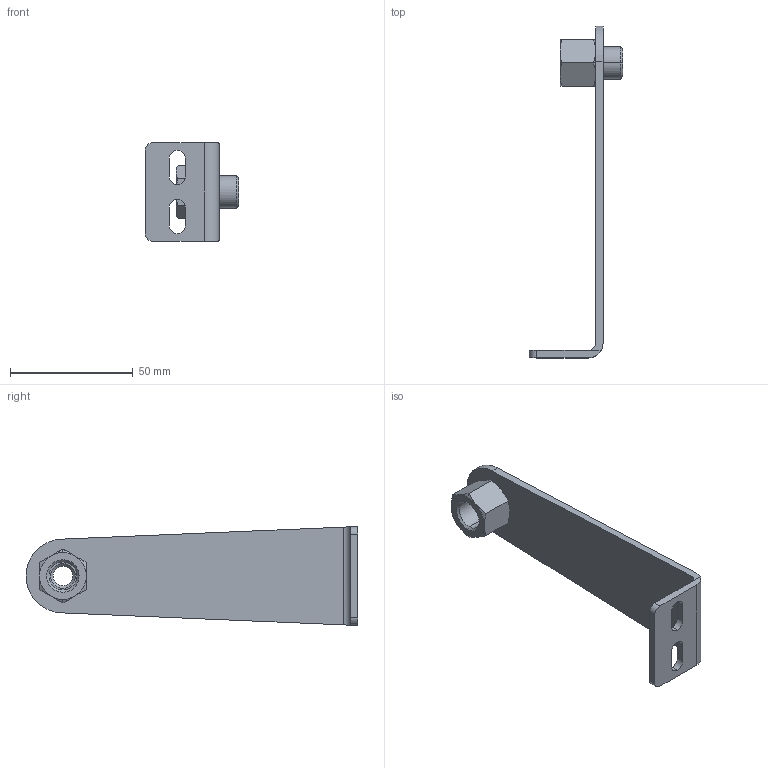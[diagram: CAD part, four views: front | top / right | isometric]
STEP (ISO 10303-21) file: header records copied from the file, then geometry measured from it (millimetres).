
FILE_DESCRIPTION(('HOOPS Exchange Step'),'2;1');
FILE_NAME('export-141DFB01-575E-4C0C-B08E-D27D2DD7E393.stp','2021-10-28T15:52:02+02:00',('User'),('Alibre'),'HOOPS Exchange 2020.1','Alibre','Unknown authorisation');
FILE_SCHEMA( ('AP242_MANAGED_MODEL_BASED_3D_ENGINEERING_MIM_LF {1 0 10303 442 1 1 4 }') );
Length unit declared in the file: millimetre
Products named in the file (1): 5756 0221000190  Pneumatic Manifold 1-8'' Bracket set H=120
Bounding box: 38 x 135 x 40 mm (x, y, z)
Volume: 19733.6 mm3; surface area: 14106.1 mm2
Topology: 1 solids, 1 shells, 61 faces, 147 edges, 91 vertices
Faces by surface type: plane 22, cone 21, cylinder 18
Full cylindrical faces by diameter (mm): 8 x1
Entity records: 1929 total; most frequent: CARTESIAN_POINT 451, DIRECTION 309, ORIENTED_EDGE 296, EDGE_CURVE 148, AXIS2_PLACEMENT_3D 123, VERTEX_POINT 92, EDGE_LOOP 70, FACE_BOUND 70
